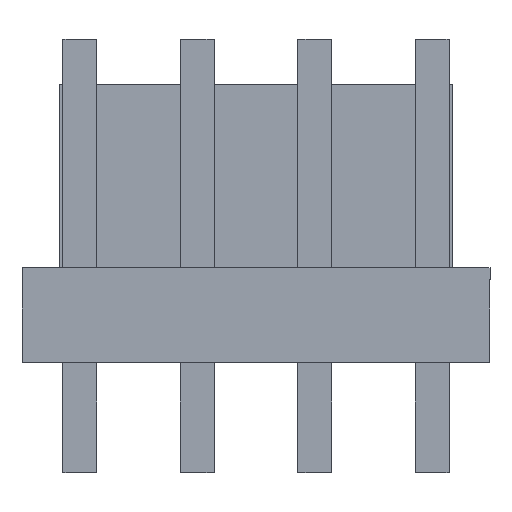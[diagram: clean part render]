
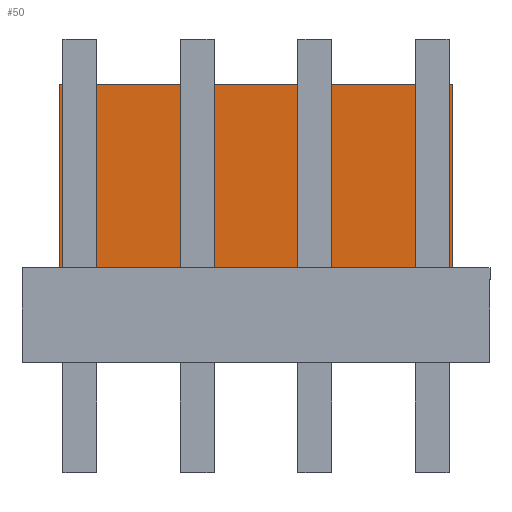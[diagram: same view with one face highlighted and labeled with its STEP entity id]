
A CAD part, top view. The second image highlights one B-rep face of the part: STEP entity #50.
In plain terms, the highlighted planar face has unit normal (0, 0, 1).
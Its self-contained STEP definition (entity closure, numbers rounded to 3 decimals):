
#37 = ORIENTED_EDGE ( 'NONE', *, *, #40, .F. ) ;
#39 = ORIENTED_EDGE ( 'NONE', *, *, #41, .T. ) ;
#40 = EDGE_CURVE ( 'NONE', #42, #48, #455, .T. ) ;
#41 = EDGE_CURVE ( 'NONE', #42, #349, #451, .T. ) ;
#42 = VERTEX_POINT ( 'NONE', #447 ) ;
#43 = ORIENTED_EDGE ( 'NONE', *, *, #348, .T. ) ;
#44 = ORIENTED_EDGE ( 'NONE', *, *, #45, .F. ) ;
#45 = EDGE_CURVE ( 'NONE', #48, #346, #446, .T. ) ;
#48 = VERTEX_POINT ( 'NONE', #500 ) ;
#50 = ADVANCED_FACE ( 'NONE', ( #495 ), #494, .T. ) ;
#51 = EDGE_LOOP ( 'NONE', ( #39, #43, #44, #37 ) ) ;
#346 = VERTEX_POINT ( 'NONE', #1331 ) ;
#348 = EDGE_CURVE ( 'NONE', #349, #346, #1330, .T. ) ;
#349 = VERTEX_POINT ( 'NONE', #1326 ) ;
#443 = DIRECTION ( 'NONE',  ( 0., -1., 0. ) ) ;
#444 = VECTOR ( 'NONE', #443, 1000. ) ;
#445 = CARTESIAN_POINT ( 'NONE',  ( 6.64, 0., -2.55 ) ) ;
#446 = LINE ( 'NONE', #445, #444 ) ;
#447 = CARTESIAN_POINT ( 'NONE',  ( -6.64, 9.4, -2.55 ) ) ;
#448 = DIRECTION ( 'NONE',  ( 0., -1., 0. ) ) ;
#449 = VECTOR ( 'NONE', #448, 1000. ) ;
#450 = CARTESIAN_POINT ( 'NONE',  ( -6.64, 0., -2.55 ) ) ;
#451 = LINE ( 'NONE', #450, #449 ) ;
#452 = DIRECTION ( 'NONE',  ( 1., 0., 0. ) ) ;
#453 = VECTOR ( 'NONE', #452, 1000. ) ;
#454 = CARTESIAN_POINT ( 'NONE',  ( -7.89, 9.4, -2.55 ) ) ;
#455 = LINE ( 'NONE', #454, #453 ) ;
#490 = DIRECTION ( 'NONE',  ( 0., -1., 0. ) ) ;
#491 = DIRECTION ( 'NONE',  ( 0., 0., 1. ) ) ;
#492 = CARTESIAN_POINT ( 'NONE',  ( -7.89, 9.4, -2.55 ) ) ;
#493 = AXIS2_PLACEMENT_3D ( 'NONE', #492, #491, #490 ) ;
#494 = PLANE ( 'NONE',  #493 ) ;
#495 = FACE_OUTER_BOUND ( 'NONE', #51, .T. ) ;
#500 = CARTESIAN_POINT ( 'NONE',  ( 6.64, 9.4, -2.55 ) ) ;
#1326 = CARTESIAN_POINT ( 'NONE',  ( -6.64, 3.2, -2.55 ) ) ;
#1327 = DIRECTION ( 'NONE',  ( 1., 0., 0. ) ) ;
#1328 = VECTOR ( 'NONE', #1327, 1000. ) ;
#1329 = CARTESIAN_POINT ( 'NONE',  ( -7.89, 3.2, -2.55 ) ) ;
#1330 = LINE ( 'NONE', #1329, #1328 ) ;
#1331 = CARTESIAN_POINT ( 'NONE',  ( 6.64, 3.2, -2.55 ) ) ;
